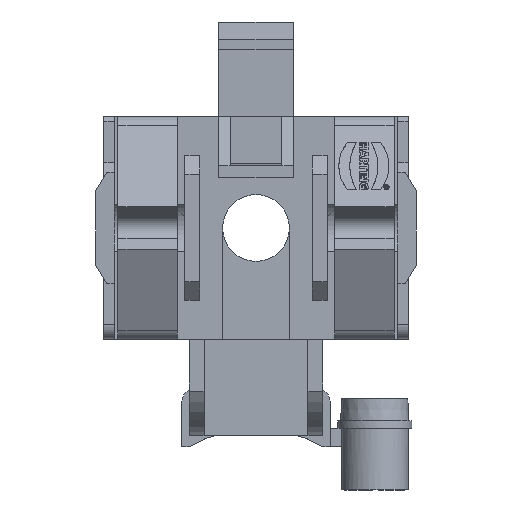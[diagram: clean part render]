
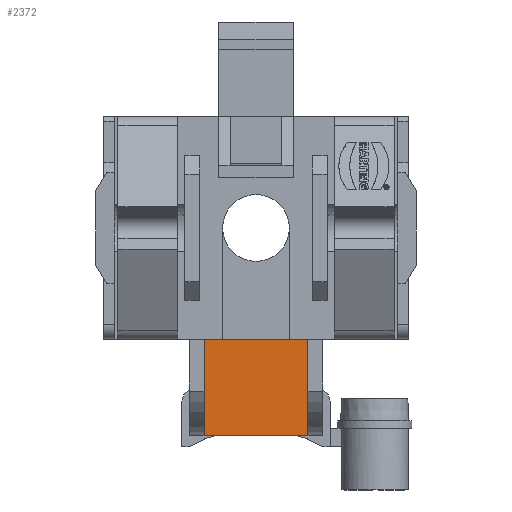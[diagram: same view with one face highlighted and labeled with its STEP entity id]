
A CAD part, left-side view. The second image highlights one B-rep face of the part: STEP entity #2372.
In plain terms, the highlighted planar face has unit normal (-1, 0, 0).
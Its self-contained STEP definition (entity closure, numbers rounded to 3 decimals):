
#1811=FACE_OUTER_BOUND('',#3825,.T.);
#2372=ADVANCED_FACE('',(#1811),#2860,.F.);
#2860=PLANE('',#13088);
#3825=EDGE_LOOP('',(#6524,#6525,#6526,#6527,#6528,#6529,#6530,#6531,#6532,
#6533,#6534,#6535,#6536,#6537,#6538,#6539,#6540,#6541,#6542,#6543));
#6524=ORIENTED_EDGE('',*,*,#8778,.F.);
#6525=ORIENTED_EDGE('',*,*,#9425,.F.);
#6526=ORIENTED_EDGE('',*,*,#9108,.F.);
#6527=ORIENTED_EDGE('',*,*,#9122,.F.);
#6528=ORIENTED_EDGE('',*,*,#9115,.F.);
#6529=ORIENTED_EDGE('',*,*,#9130,.F.);
#6530=ORIENTED_EDGE('',*,*,#9140,.F.);
#6531=ORIENTED_EDGE('',*,*,#9134,.F.);
#6532=ORIENTED_EDGE('',*,*,#9153,.F.);
#6533=ORIENTED_EDGE('',*,*,#9156,.F.);
#6534=ORIENTED_EDGE('',*,*,#9376,.F.);
#6535=ORIENTED_EDGE('',*,*,#9385,.F.);
#6536=ORIENTED_EDGE('',*,*,#9219,.T.);
#6537=ORIENTED_EDGE('',*,*,#9387,.F.);
#6538=ORIENTED_EDGE('',*,*,#9393,.F.);
#6539=ORIENTED_EDGE('',*,*,#9040,.F.);
#6540=ORIENTED_EDGE('',*,*,#9036,.T.);
#6541=ORIENTED_EDGE('',*,*,#9426,.F.);
#6542=ORIENTED_EDGE('',*,*,#9427,.T.);
#6543=ORIENTED_EDGE('',*,*,#9428,.F.);
#7549=VERTEX_POINT('',#18033);
#7550=VERTEX_POINT('',#18035);
#7727=VERTEX_POINT('',#18610);
#7729=VERTEX_POINT('',#18613);
#7732=VERTEX_POINT('',#18621);
#7779=VERTEX_POINT('',#18760);
#7781=VERTEX_POINT('',#18763);
#7786=VERTEX_POINT('',#18775);
#7787=VERTEX_POINT('',#18777);
#7794=VERTEX_POINT('',#18806);
#7797=VERTEX_POINT('',#18813);
#7798=VERTEX_POINT('',#18815);
#7810=VERTEX_POINT('',#18850);
#7812=VERTEX_POINT('',#18857);
#7856=VERTEX_POINT('',#18982);
#7857=VERTEX_POINT('',#18984);
#7952=VERTEX_POINT('',#19294);
#7958=VERTEX_POINT('',#19316);
#7980=VERTEX_POINT('',#19390);
#7981=VERTEX_POINT('',#19392);
#8778=EDGE_CURVE('',#7549,#7550,#10212,.T.);
#9036=EDGE_CURVE('',#7729,#7727,#10412,.T.);
#9040=EDGE_CURVE('',#7729,#7732,#10416,.T.);
#9108=EDGE_CURVE('',#7779,#7781,#10474,.T.);
#9115=EDGE_CURVE('',#7786,#7787,#10481,.T.);
#9122=EDGE_CURVE('',#7787,#7779,#10486,.T.);
#9130=EDGE_CURVE('',#7794,#7786,#10493,.T.);
#9134=EDGE_CURVE('',#7797,#7798,#10497,.T.);
#9140=EDGE_CURVE('',#7798,#7794,#10503,.T.);
#9153=EDGE_CURVE('',#7810,#7797,#10516,.T.);
#9156=EDGE_CURVE('',#7812,#7810,#10519,.T.);
#9219=EDGE_CURVE('',#7857,#7856,#10578,.T.);
#9376=EDGE_CURVE('',#7952,#7812,#10703,.T.);
#9385=EDGE_CURVE('',#7857,#7952,#10709,.T.);
#9387=EDGE_CURVE('',#7958,#7856,#10711,.T.);
#9393=EDGE_CURVE('',#7732,#7958,#10716,.T.);
#9425=EDGE_CURVE('',#7781,#7549,#10748,.T.);
#9426=EDGE_CURVE('',#7980,#7727,#10749,.T.);
#9427=EDGE_CURVE('',#7980,#7981,#10750,.T.);
#9428=EDGE_CURVE('',#7550,#7981,#10751,.T.);
#10212=LINE('',#18034,#11510);
#10412=LINE('',#18612,#11710);
#10416=LINE('',#18620,#11714);
#10474=LINE('',#18762,#11772);
#10481=LINE('',#18776,#11779);
#10486=LINE('',#18789,#11784);
#10493=LINE('',#18805,#11791);
#10497=LINE('',#18814,#11795);
#10503=LINE('',#18826,#11801);
#10516=LINE('',#18851,#11814);
#10519=LINE('',#18856,#11817);
#10578=LINE('',#18983,#11876);
#10703=LINE('',#19295,#12001);
#10709=LINE('',#19312,#12007);
#10711=LINE('',#19317,#12009);
#10716=LINE('',#19328,#12014);
#10748=LINE('',#19387,#12046);
#10749=LINE('',#19389,#12047);
#10750=LINE('',#19391,#12048);
#10751=LINE('',#19393,#12049);
#11510=VECTOR('',#14450,1.);
#11710=VECTOR('',#14916,1.);
#11714=VECTOR('',#14922,1.);
#11772=VECTOR('',#15050,1.);
#11779=VECTOR('',#15059,1.);
#11784=VECTOR('',#15074,1.);
#11791=VECTOR('',#15091,1.);
#11795=VECTOR('',#15097,1.);
#11801=VECTOR('',#15107,1.);
#11814=VECTOR('',#15126,1.);
#11817=VECTOR('',#15131,1.);
#11876=VECTOR('',#15236,1.);
#12001=VECTOR('',#15543,1.);
#12007=VECTOR('',#15563,1.);
#12009=VECTOR('',#15567,1.);
#12014=VECTOR('',#15580,1.);
#12046=VECTOR('',#15628,1.);
#12047=VECTOR('',#15631,1.);
#12048=VECTOR('',#15632,1.);
#12049=VECTOR('',#15633,1.);
#13088=AXIS2_PLACEMENT_3D('',#19394,#15634,#15635);
#14450=DIRECTION('',(0.,0.,1.));
#14916=DIRECTION('',(0.,0.,-1.));
#14922=DIRECTION('',(0.,1.,0.));
#15050=DIRECTION('',(0.,0.,-1.));
#15059=DIRECTION('',(0.,0.,-1.));
#15074=DIRECTION('',(0.,-1.,0.));
#15091=DIRECTION('',(0.,-1.,0.));
#15097=DIRECTION('',(0.,-1.,0.));
#15107=DIRECTION('',(0.,0.,1.));
#15126=DIRECTION('',(0.,0.,-1.));
#15131=DIRECTION('',(0.,-1.,0.));
#15236=DIRECTION('',(0.,0.,-1.));
#15543=DIRECTION('',(0.,0.,1.));
#15563=DIRECTION('',(0.,-1.,0.));
#15567=DIRECTION('',(0.,1.,0.));
#15580=DIRECTION('',(0.,0.,-1.));
#15628=DIRECTION('',(0.,1.,0.));
#15631=DIRECTION('',(0.,1.,0.));
#15632=DIRECTION('',(0.,0.,1.));
#15633=DIRECTION('',(0.,1.,0.));
#15634=DIRECTION('',(1.,0.,0.));
#15635=DIRECTION('',(0.,0.,-1.));
#18033=CARTESIAN_POINT('',(42.25,-9.,-20.5));
#18034=CARTESIAN_POINT('',(42.25,-9.,-35.8));
#18035=CARTESIAN_POINT('',(42.25,-9.,-14.));
#18610=CARTESIAN_POINT('',(42.25,7.,-33.5));
#18612=CARTESIAN_POINT('',(42.25,7.,-33.988));
#18613=CARTESIAN_POINT('',(42.25,7.,-14.));
#18620=CARTESIAN_POINT('',(42.25,6.941,-14.));
#18621=CARTESIAN_POINT('',(42.25,9.,-14.));
#18760=CARTESIAN_POINT('',(42.25,-17.1,-4.));
#18762=CARTESIAN_POINT('',(42.25,-17.1,1.6));
#18763=CARTESIAN_POINT('',(42.25,-17.1,-20.5));
#18775=CARTESIAN_POINT('',(42.25,-10.,0.));
#18776=CARTESIAN_POINT('',(42.25,-10.,0.));
#18777=CARTESIAN_POINT('',(42.25,-10.,-4.));
#18789=CARTESIAN_POINT('',(42.25,-10.,-4.));
#18805=CARTESIAN_POINT('',(42.25,-4.5,0.));
#18806=CARTESIAN_POINT('',(42.25,-4.5,0.));
#18813=CARTESIAN_POINT('',(42.25,4.5,-10.));
#18814=CARTESIAN_POINT('',(42.25,4.5,-10.));
#18815=CARTESIAN_POINT('',(42.25,-4.5,-10.));
#18826=CARTESIAN_POINT('',(42.25,-4.5,-10.));
#18850=CARTESIAN_POINT('',(42.25,4.5,0.));
#18851=CARTESIAN_POINT('',(42.25,4.5,0.));
#18856=CARTESIAN_POINT('',(42.25,10.,0.));
#18857=CARTESIAN_POINT('',(42.25,10.,0.));
#18982=CARTESIAN_POINT('',(42.25,17.1,-20.5));
#18983=CARTESIAN_POINT('',(42.25,17.1,-21.15));
#18984=CARTESIAN_POINT('',(42.25,17.1,-4.));
#19294=CARTESIAN_POINT('',(42.25,10.,-4.));
#19295=CARTESIAN_POINT('',(42.25,10.,-4.));
#19312=CARTESIAN_POINT('',(42.25,16.1,-4.));
#19316=CARTESIAN_POINT('',(42.25,9.,-20.5));
#19317=CARTESIAN_POINT('',(42.25,9.5,-20.5));
#19328=CARTESIAN_POINT('',(42.25,9.,1.6));
#19387=CARTESIAN_POINT('',(42.25,-16.1,-20.5));
#19389=CARTESIAN_POINT('',(42.25,-6.5,-33.5));
#19390=CARTESIAN_POINT('',(42.25,-7.,-33.5));
#19391=CARTESIAN_POINT('',(42.25,-7.,-12.489));
#19392=CARTESIAN_POINT('',(42.25,-7.,-14.));
#19393=CARTESIAN_POINT('',(42.25,-9.059,-14.));
#19394=CARTESIAN_POINT('',(42.25,-18.655,1.6));
